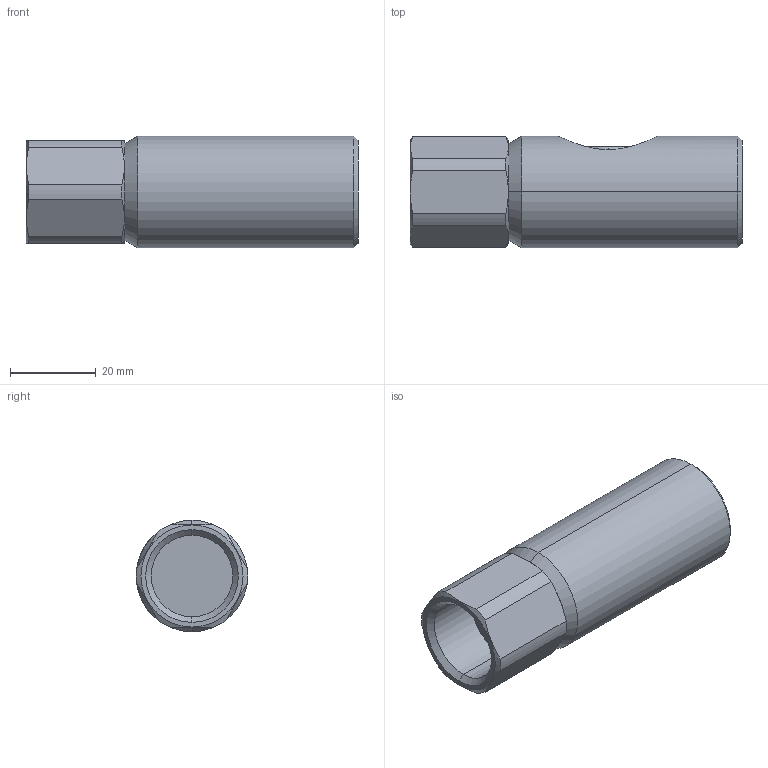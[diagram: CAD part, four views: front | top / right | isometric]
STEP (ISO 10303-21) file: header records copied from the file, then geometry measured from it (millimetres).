
FILE_DESCRIPTION (( 'STEP AP203' ), '1' );
FILE_NAME ('07460204.STEP', '2013-10-16T14:34:01', ( 'Gabriele' ), ( '' ), 'SwSTEP 2.0', 'SolidWorks 2011', '' );
FILE_SCHEMA (( 'CONFIG_CONTROL_DESIGN' ));
Length unit declared in the file: millimetre
Products named in the file (1): 07460204
Bounding box: 77.4 x 26 x 26 mm (x, y, z)
Volume: 33942.7 mm3; surface area: 9259.3 mm2
Topology: 1 solids, 5 shells, 130 faces, 323 edges, 209 vertices
Faces by surface type: cylinder 51, cone 40, plane 37, sphere 2
Entity records: 4486 total; most frequent: CARTESIAN_POINT 1371, ORIENTED_EDGE 646, DIRECTION 621, EDGE_CURVE 323, AXIS2_PLACEMENT_3D 249, VERTEX_POINT 209, EDGE_LOOP 136, FACE_OUTER_BOUND 130
